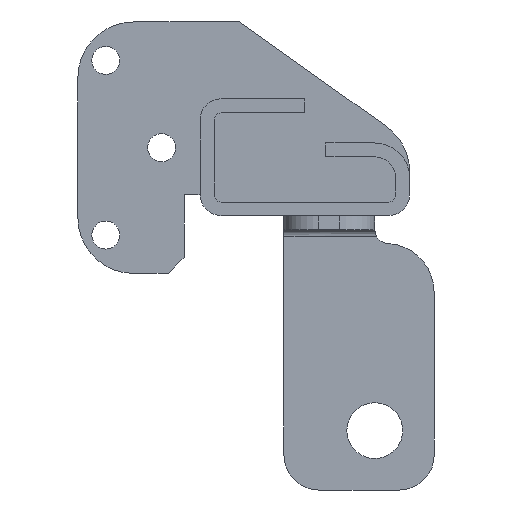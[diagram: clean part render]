
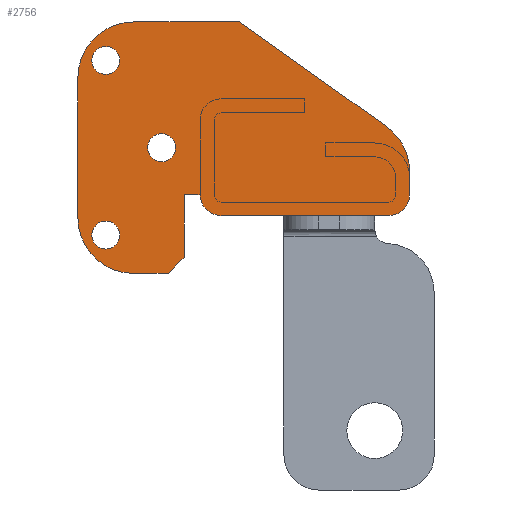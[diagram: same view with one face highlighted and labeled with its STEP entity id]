
A CAD part, front view. The second image highlights one B-rep face of the part: STEP entity #2756.
In plain terms, the highlighted face is planar.
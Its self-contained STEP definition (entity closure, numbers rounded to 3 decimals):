
#2361=CARTESIAN_POINT('',(312.425,226.22,24.65));
#2362=DIRECTION('',(0.,0.,1.));
#2363=DIRECTION('',(0.579,-0.815,0.));
#2364=AXIS2_PLACEMENT_3D('',#2361,#2362,#2363);
#2366=DIRECTION('',(0.,1.,0.));
#2367=VECTOR('',#2366,3.271);
#2368=CARTESIAN_POINT('',(320.425,226.22,24.65));
#2369=LINE('',#2368,#2367);
#2370=CARTESIAN_POINT('',(317.425,229.49,24.65));
#2371=DIRECTION('',(0.,0.,1.));
#2372=DIRECTION('',(1.,0.,0.));
#2373=AXIS2_PLACEMENT_3D('',#2370,#2371,#2372);
#2375=DIRECTION('',(-1.,0.,0.));
#2376=VECTOR('',#2375,24.);
#2377=CARTESIAN_POINT('',(317.425,232.49,24.65));
#2378=LINE('',#2377,#2376);
#2379=CARTESIAN_POINT('',(293.425,229.49,24.65));
#2380=DIRECTION('',(0.,0.,1.));
#2381=DIRECTION('',(0.,1.,0.));
#2382=AXIS2_PLACEMENT_3D('',#2379,#2380,#2381);
#2384=DIRECTION('',(0.,1.,0.));
#2385=VECTOR('',#2384,9.);
#2386=CARTESIAN_POINT('',(288.135,229.49,24.65));
#2387=LINE('',#2386,#2385);
#2388=DIRECTION('',(-0.707,0.707,0.));
#2389=VECTOR('',#2388,3.239);
#2390=CARTESIAN_POINT('',(288.135,238.49,24.65));
#2391=LINE('',#2390,#2389);
#2392=CARTESIAN_POINT('',(280.925,232.78,24.65));
#2393=DIRECTION('',(0.,0.,1.));
#2394=DIRECTION('',(0.,1.,0.));
#2395=AXIS2_PLACEMENT_3D('',#2392,#2393,#2394);
#2397=CARTESIAN_POINT('',(280.925,212.78,24.65));
#2398=DIRECTION('',(0.,0.,1.));
#2399=DIRECTION('',(-1.,0.,0.));
#2400=AXIS2_PLACEMENT_3D('',#2397,#2398,#2399);
#2402=DIRECTION('',(0.815,0.579,0.));
#2403=VECTOR('',#2402,25.755);
#2404=CARTESIAN_POINT('',(296.065,204.78,24.65));
#2405=LINE('',#2404,#2403);
#2406=CARTESIAN_POINT('',(276.925,210.28,24.65));
#2407=DIRECTION('',(0.,0.,-1.));
#2408=DIRECTION('',(-1.,0.,0.));
#2409=AXIS2_PLACEMENT_3D('',#2406,#2407,#2408);
#2411=CARTESIAN_POINT('',(276.925,210.28,24.65));
#2412=DIRECTION('',(0.,0.,-1.));
#2413=DIRECTION('',(1.,0.,0.));
#2414=AXIS2_PLACEMENT_3D('',#2411,#2412,#2413);
#2416=CARTESIAN_POINT('',(284.925,222.78,24.65));
#2417=DIRECTION('',(0.,0.,-1.));
#2418=DIRECTION('',(-1.,0.,0.));
#2419=AXIS2_PLACEMENT_3D('',#2416,#2417,#2418);
#2421=CARTESIAN_POINT('',(284.925,222.78,24.65));
#2422=DIRECTION('',(0.,0.,-1.));
#2423=DIRECTION('',(1.,0.,0.));
#2424=AXIS2_PLACEMENT_3D('',#2421,#2422,#2423);
#2426=CARTESIAN_POINT('',(276.925,235.28,24.65));
#2427=DIRECTION('',(0.,0.,-1.));
#2428=DIRECTION('',(-1.,0.,0.));
#2429=AXIS2_PLACEMENT_3D('',#2426,#2427,#2428);
#2431=CARTESIAN_POINT('',(276.925,235.28,24.65));
#2432=DIRECTION('',(0.,0.,-1.));
#2433=DIRECTION('',(1.,0.,0.));
#2434=AXIS2_PLACEMENT_3D('',#2431,#2432,#2433);
#2527=DIRECTION('',(-1.,0.,0.));
#2528=VECTOR('',#2527,15.14);
#2529=CARTESIAN_POINT('',(296.065,204.78,24.65));
#2530=LINE('',#2529,#2528);
#2543=DIRECTION('',(0.,1.,0.));
#2544=VECTOR('',#2543,20.);
#2545=CARTESIAN_POINT('',(272.925,212.78,24.65));
#2546=LINE('',#2545,#2544);
#2567=DIRECTION('',(1.,0.,0.));
#2568=VECTOR('',#2567,4.92);
#2569=CARTESIAN_POINT('',(280.925,240.78,24.65));
#2570=LINE('',#2569,#2568);
#2579=DIRECTION('',(1.,0.,0.));
#2580=VECTOR('',#2579,2.29);
#2581=CARTESIAN_POINT('',(288.135,229.49,24.65));
#2582=LINE('',#2581,#2580);
#2623=CARTESIAN_POINT('',(317.059,219.698,24.65));
#2624=CARTESIAN_POINT('',(320.425,226.22,24.65));
#2625=VERTEX_POINT('',#2623);
#2626=VERTEX_POINT('',#2624);
#2627=CARTESIAN_POINT('',(320.425,229.49,24.65));
#2628=VERTEX_POINT('',#2627);
#2629=CARTESIAN_POINT('',(317.425,232.49,24.65));
#2630=VERTEX_POINT('',#2629);
#2631=CARTESIAN_POINT('',(293.425,232.49,24.65));
#2632=VERTEX_POINT('',#2631);
#2633=CARTESIAN_POINT('',(290.425,229.49,24.65));
#2634=VERTEX_POINT('',#2633);
#2635=CARTESIAN_POINT('',(288.135,229.49,24.65));
#2636=VERTEX_POINT('',#2635);
#2637=CARTESIAN_POINT('',(288.135,238.49,24.65));
#2638=VERTEX_POINT('',#2637);
#2639=CARTESIAN_POINT('',(285.845,240.78,24.65));
#2640=VERTEX_POINT('',#2639);
#2641=CARTESIAN_POINT('',(280.925,240.78,24.65));
#2642=VERTEX_POINT('',#2641);
#2643=CARTESIAN_POINT('',(272.925,232.78,24.65));
#2644=VERTEX_POINT('',#2643);
#2645=CARTESIAN_POINT('',(272.925,212.78,24.65));
#2646=VERTEX_POINT('',#2645);
#2647=CARTESIAN_POINT('',(280.925,204.78,24.65));
#2648=VERTEX_POINT('',#2647);
#2649=CARTESIAN_POINT('',(296.065,204.78,24.65));
#2650=VERTEX_POINT('',#2649);
#2651=CARTESIAN_POINT('',(274.925,210.28,24.65));
#2652=CARTESIAN_POINT('',(278.925,210.28,24.65));
#2653=VERTEX_POINT('',#2651);
#2654=VERTEX_POINT('',#2652);
#2655=CARTESIAN_POINT('',(282.925,222.78,24.65));
#2656=CARTESIAN_POINT('',(286.925,222.78,24.65));
#2657=VERTEX_POINT('',#2655);
#2658=VERTEX_POINT('',#2656);
#2659=CARTESIAN_POINT('',(274.925,235.28,24.65));
#2660=CARTESIAN_POINT('',(278.925,235.28,24.65));
#2661=VERTEX_POINT('',#2659);
#2662=VERTEX_POINT('',#2660);
#2703=CARTESIAN_POINT('',(272.925,198.024,24.65));
#2704=DIRECTION('',(0.,0.,1.));
#2705=DIRECTION('',(0.,1.,0.));
#2706=AXIS2_PLACEMENT_3D('',#2703,#2704,#2705);
#2707=PLANE('',#2706);
#2709=ORIENTED_EDGE('',*,*,#2708,.T.);
#2711=ORIENTED_EDGE('',*,*,#2710,.T.);
#2713=ORIENTED_EDGE('',*,*,#2712,.T.);
#2715=ORIENTED_EDGE('',*,*,#2714,.T.);
#2717=ORIENTED_EDGE('',*,*,#2716,.T.);
#2719=ORIENTED_EDGE('',*,*,#2718,.F.);
#2721=ORIENTED_EDGE('',*,*,#2720,.T.);
#2723=ORIENTED_EDGE('',*,*,#2722,.T.);
#2725=ORIENTED_EDGE('',*,*,#2724,.F.);
#2727=ORIENTED_EDGE('',*,*,#2726,.T.);
#2729=ORIENTED_EDGE('',*,*,#2728,.F.);
#2731=ORIENTED_EDGE('',*,*,#2730,.T.);
#2733=ORIENTED_EDGE('',*,*,#2732,.F.);
#2735=ORIENTED_EDGE('',*,*,#2734,.T.);
#2736=EDGE_LOOP('',(#2709,#2711,#2713,#2715,#2717,#2719,#2721,#2723,#2725,#2727,
#2729,#2731,#2733,#2735));
#2737=FACE_OUTER_BOUND('',#2736,.F.);
#2739=ORIENTED_EDGE('',*,*,#2738,.T.);
#2741=ORIENTED_EDGE('',*,*,#2740,.T.);
#2742=EDGE_LOOP('',(#2739,#2741));
#2743=FACE_BOUND('',#2742,.F.);
#2745=ORIENTED_EDGE('',*,*,#2744,.T.);
#2747=ORIENTED_EDGE('',*,*,#2746,.T.);
#2748=EDGE_LOOP('',(#2745,#2747));
#2749=FACE_BOUND('',#2748,.F.);
#2751=ORIENTED_EDGE('',*,*,#2750,.T.);
#2753=ORIENTED_EDGE('',*,*,#2752,.T.);
#2754=EDGE_LOOP('',(#2751,#2753));
#2755=FACE_BOUND('',#2754,.F.);
#2365=CIRCLE('',#2364,8.);
#2374=CIRCLE('',#2373,3.);
#2383=CIRCLE('',#2382,3.);
#2396=CIRCLE('',#2395,8.);
#2401=CIRCLE('',#2400,8.);
#2410=CIRCLE('',#2409,2.);
#2415=CIRCLE('',#2414,2.);
#2420=CIRCLE('',#2419,2.);
#2425=CIRCLE('',#2424,2.);
#2430=CIRCLE('',#2429,2.);
#2435=CIRCLE('',#2434,2.);
#2708=EDGE_CURVE('',#2625,#2626,#2365,.T.);
#2710=EDGE_CURVE('',#2626,#2628,#2369,.T.);
#2712=EDGE_CURVE('',#2628,#2630,#2374,.T.);
#2714=EDGE_CURVE('',#2630,#2632,#2378,.T.);
#2716=EDGE_CURVE('',#2632,#2634,#2383,.T.);
#2718=EDGE_CURVE('',#2636,#2634,#2582,.T.);
#2720=EDGE_CURVE('',#2636,#2638,#2387,.T.);
#2722=EDGE_CURVE('',#2638,#2640,#2391,.T.);
#2724=EDGE_CURVE('',#2642,#2640,#2570,.T.);
#2726=EDGE_CURVE('',#2642,#2644,#2396,.T.);
#2728=EDGE_CURVE('',#2646,#2644,#2546,.T.);
#2730=EDGE_CURVE('',#2646,#2648,#2401,.T.);
#2732=EDGE_CURVE('',#2650,#2648,#2530,.T.);
#2734=EDGE_CURVE('',#2650,#2625,#2405,.T.);
#2738=EDGE_CURVE('',#2653,#2654,#2410,.T.);
#2740=EDGE_CURVE('',#2654,#2653,#2415,.T.);
#2744=EDGE_CURVE('',#2657,#2658,#2420,.T.);
#2746=EDGE_CURVE('',#2658,#2657,#2425,.T.);
#2750=EDGE_CURVE('',#2661,#2662,#2430,.T.);
#2752=EDGE_CURVE('',#2662,#2661,#2435,.T.);
#2756=ADVANCED_FACE('',(#2737,#2743,#2749,#2755),#2707,.F.);
